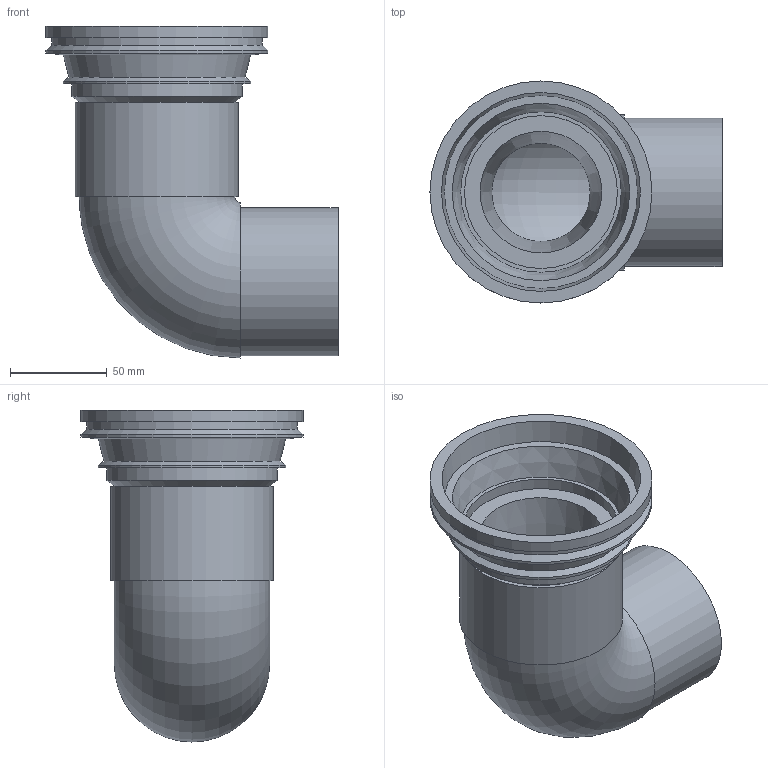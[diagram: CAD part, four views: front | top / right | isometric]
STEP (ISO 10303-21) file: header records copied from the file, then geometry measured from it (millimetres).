
FILE_DESCRIPTION(/* description */ ('STEP AP214'),/* implementation_level */ '2;1');
FILE_NAME(/* name */ '482079001(1)',/* time_stamp */ '2022-12-23T08:19:39+01:00',/* author */ ('License CC BY-ND 4.0'),/* organization */ ('CADENAS'),/* preprocessor_version */ 'ST-DEVELOPER v18.102',/* originating_system */ 'PARTsolutions',/* authorisation */ ' ');
FILE_SCHEMA (('AUTOMOTIVE_DESIGN {1 0 10303 214 3 1 1}'));
Length unit declared in the file: millimetre
Products named in the file (1): 482079001(1)
Bounding box: 151.3 x 115 x 171.97 mm (x, y, z)
Volume: 199982 mm3; surface area: 142957.6 mm2
Topology: 1 solids, 1 shells, 37 faces, 62 edges, 38 vertices
Faces by surface type: plane 15, cylinder 11, cone 9, torus 2
Full cylindrical faces by diameter (mm): 73.9 x1, 73.95 x1, 76.8 x1, 79.164 x1, 80 x1, 84.5 x1, 88.112 x1, 97.112 x1, 109 x1, 115 x2
Entity records: 780 total; most frequent: DIRECTION 152, CARTESIAN_POINT 112, ORIENTED_EDGE 76, AXIS2_PLACEMENT_3D 76, EDGE_LOOP 72, FACE_BOUND 72, EDGE_CURVE 38, CIRCLE 38
